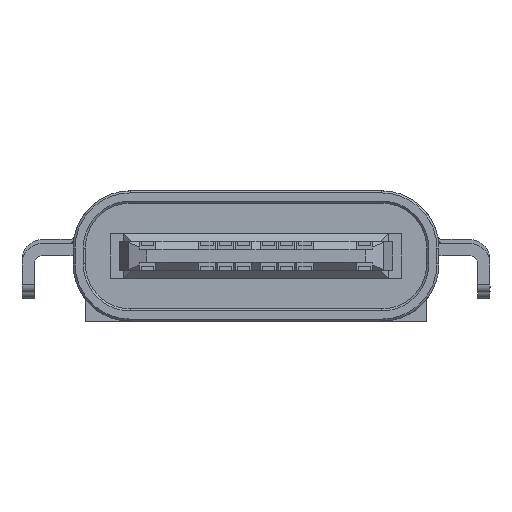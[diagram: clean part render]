
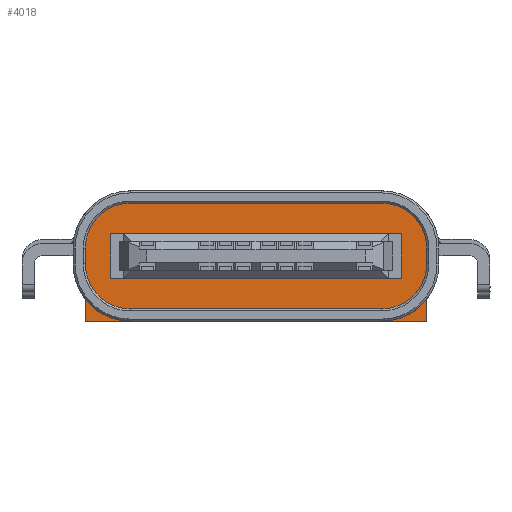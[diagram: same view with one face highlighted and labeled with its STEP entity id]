
A CAD part, front view. The second image highlights one B-rep face of the part: STEP entity #4018.
In plain terms, the highlighted planar face has unit normal (0, -1, 0).
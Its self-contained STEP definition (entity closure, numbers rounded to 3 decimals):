
#721 = VERTEX_POINT ( 'NONE', #2923 ) ;
#921 = VERTEX_POINT ( 'NONE', #5597 ) ;
#968 = EDGE_CURVE ( 'NONE', #10851, #2469, #1649, .T. ) ;
#1284 = VECTOR ( 'NONE', #2785, 1000. ) ;
#1609 = CARTESIAN_POINT ( 'NONE',  ( 3.55, 2.39, 2.145 ) ) ;
#1649 = LINE ( 'NONE', #7003, #1284 ) ;
#1793 = CIRCLE ( 'NONE', #13185, 1.1 ) ;
#2003 = LINE ( 'NONE', #2090, #2827 ) ;
#2090 = CARTESIAN_POINT ( 'NONE',  ( 4.175, 2.39, 0. ) ) ;
#2092 = EDGE_CURVE ( 'NONE', #6051, #10014, #6758, .T. ) ;
#2251 = DIRECTION ( 'NONE',  ( 0., 1., 0. ) ) ;
#2469 = VERTEX_POINT ( 'NONE', #12793 ) ;
#2522 = VECTOR ( 'NONE', #11109, 1000. ) ;
#2785 = DIRECTION ( 'NONE',  ( -1., 0., 0. ) ) ;
#2827 = VECTOR ( 'NONE', #10811, 1000. ) ;
#2883 = ORIENTED_EDGE ( 'NONE', *, *, #11855, .F. ) ;
#2923 = CARTESIAN_POINT ( 'NONE',  ( -3.075, 2.39, 2.89 ) ) ;
#3516 = DIRECTION ( 'NONE',  ( 0., 0., -1. ) ) ;
#3865 = VECTOR ( 'NONE', #11308, 1000. ) ;
#4018 = ADVANCED_FACE ( 'NONE', ( #4455, #18538 ), #10007, .T. ) ;
#4237 = DIRECTION ( 'NONE',  ( 1., 0., 0. ) ) ;
#4425 = EDGE_CURVE ( 'NONE', #16519, #6051, #15519, .T. ) ;
#4444 = CARTESIAN_POINT ( 'NONE',  ( 4.175, 2.39, 0. ) ) ;
#4455 = FACE_OUTER_BOUND ( 'NONE', #13648, .T. ) ;
#5021 = ORIENTED_EDGE ( 'NONE', *, *, #2092, .T. ) ;
#5054 = DIRECTION ( 'NONE',  ( 0., 0., 1. ) ) ;
#5062 = EDGE_CURVE ( 'NONE', #921, #721, #1793, .T. ) ;
#5245 = ORIENTED_EDGE ( 'NONE', *, *, #5062, .F. ) ;
#5597 = CARTESIAN_POINT ( 'NONE',  ( -4.175, 2.39, 1.79 ) ) ;
#5776 = CARTESIAN_POINT ( 'NONE',  ( -4.175, 2.39, 11.284 ) ) ;
#6051 = VERTEX_POINT ( 'NONE', #16097 ) ;
#6121 = CARTESIAN_POINT ( 'NONE',  ( -4.175, 2.39, 0. ) ) ;
#6213 = ORIENTED_EDGE ( 'NONE', *, *, #4425, .T. ) ;
#6415 = CARTESIAN_POINT ( 'NONE',  ( 3.55, 2.39, 2.145 ) ) ;
#6758 = CIRCLE ( 'NONE', #15139, 1.1 ) ;
#6811 = EDGE_CURVE ( 'NONE', #721, #10014, #17176, .T. ) ;
#6908 = VERTEX_POINT ( 'NONE', #6121 ) ;
#6976 = CARTESIAN_POINT ( 'NONE',  ( 4.175, 2.39, 1.4 ) ) ;
#7003 = CARTESIAN_POINT ( 'NONE',  ( -3.55, 2.39, 2.145 ) ) ;
#7061 = VECTOR ( 'NONE', #4237, 1000. ) ;
#7113 = VERTEX_POINT ( 'NONE', #11270 ) ;
#7359 = LINE ( 'NONE', #12243, #16131 ) ;
#8090 = CARTESIAN_POINT ( 'NONE',  ( -4.175, 2.39, 1.4 ) ) ;
#8301 = LINE ( 'NONE', #15515, #2522 ) ;
#9179 = CARTESIAN_POINT ( 'NONE',  ( 3.075, 2.39, 1.79 ) ) ;
#9234 = AXIS2_PLACEMENT_3D ( 'NONE', #5776, #15812, #11509 ) ;
#9388 = DIRECTION ( 'NONE',  ( 0., 0., 1. ) ) ;
#9428 = CARTESIAN_POINT ( 'NONE',  ( -3.55, 2.39, 1.045 ) ) ;
#9502 = VECTOR ( 'NONE', #12703, 1000. ) ;
#9844 = DIRECTION ( 'NONE',  ( 0., 0., 1. ) ) ;
#9914 = EDGE_CURVE ( 'NONE', #6908, #921, #17928, .T. ) ;
#10007 = PLANE ( 'NONE',  #9234 ) ;
#10014 = VERTEX_POINT ( 'NONE', #13986 ) ;
#10023 = ORIENTED_EDGE ( 'NONE', *, *, #6811, .F. ) ;
#10811 = DIRECTION ( 'NONE',  ( -1., 0., 0. ) ) ;
#10851 = VERTEX_POINT ( 'NONE', #6415 ) ;
#11109 = DIRECTION ( 'NONE',  ( 1., 0., 0. ) ) ;
#11270 = CARTESIAN_POINT ( 'NONE',  ( 3.55, 2.39, 1.045 ) ) ;
#11308 = DIRECTION ( 'NONE',  ( 0., 0., 1. ) ) ;
#11509 = DIRECTION ( 'NONE',  ( 0., 0., -1. ) ) ;
#11855 = EDGE_CURVE ( 'NONE', #2469, #18432, #7359, .T. ) ;
#12243 = CARTESIAN_POINT ( 'NONE',  ( -3.55, 2.39, 2.145 ) ) ;
#12703 = DIRECTION ( 'NONE',  ( 0., 0., -1. ) ) ;
#12773 = EDGE_CURVE ( 'NONE', #10851, #7113, #14191, .T. ) ;
#12793 = CARTESIAN_POINT ( 'NONE',  ( -3.55, 2.39, 2.145 ) ) ;
#13185 = AXIS2_PLACEMENT_3D ( 'NONE', #14056, #2251, #9844 ) ;
#13421 = DIRECTION ( 'NONE',  ( 0., -1., 0. ) ) ;
#13648 = EDGE_LOOP ( 'NONE', ( #5021, #10023, #5245, #14587, #14878, #6213 ) ) ;
#13794 = EDGE_CURVE ( 'NONE', #18432, #7113, #8301, .T. ) ;
#13986 = CARTESIAN_POINT ( 'NONE',  ( 3.075, 2.39, 2.89 ) ) ;
#14056 = CARTESIAN_POINT ( 'NONE',  ( -3.075, 2.39, 1.79 ) ) ;
#14191 = LINE ( 'NONE', #1609, #9502 ) ;
#14587 = ORIENTED_EDGE ( 'NONE', *, *, #9914, .F. ) ;
#14878 = ORIENTED_EDGE ( 'NONE', *, *, #17841, .F. ) ;
#15139 = AXIS2_PLACEMENT_3D ( 'NONE', #9179, #13421, #5054 ) ;
#15261 = ORIENTED_EDGE ( 'NONE', *, *, #968, .F. ) ;
#15425 = VECTOR ( 'NONE', #9388, 1000. ) ;
#15515 = CARTESIAN_POINT ( 'NONE',  ( -3.55, 2.39, 1.045 ) ) ;
#15519 = LINE ( 'NONE', #6976, #3865 ) ;
#15812 = DIRECTION ( 'NONE',  ( 0., -1., 0. ) ) ;
#16097 = CARTESIAN_POINT ( 'NONE',  ( 4.175, 2.39, 1.79 ) ) ;
#16131 = VECTOR ( 'NONE', #3516, 1000. ) ;
#16203 = ORIENTED_EDGE ( 'NONE', *, *, #13794, .F. ) ;
#16519 = VERTEX_POINT ( 'NONE', #4444 ) ;
#17091 = CARTESIAN_POINT ( 'NONE',  ( -3.075, 2.39, 2.89 ) ) ;
#17176 = LINE ( 'NONE', #17091, #7061 ) ;
#17289 = ORIENTED_EDGE ( 'NONE', *, *, #12773, .T. ) ;
#17316 = EDGE_LOOP ( 'NONE', ( #15261, #17289, #16203, #2883 ) ) ;
#17841 = EDGE_CURVE ( 'NONE', #16519, #6908, #2003, .T. ) ;
#17928 = LINE ( 'NONE', #8090, #15425 ) ;
#18432 = VERTEX_POINT ( 'NONE', #9428 ) ;
#18538 = FACE_BOUND ( 'NONE', #17316, .T. ) ;
